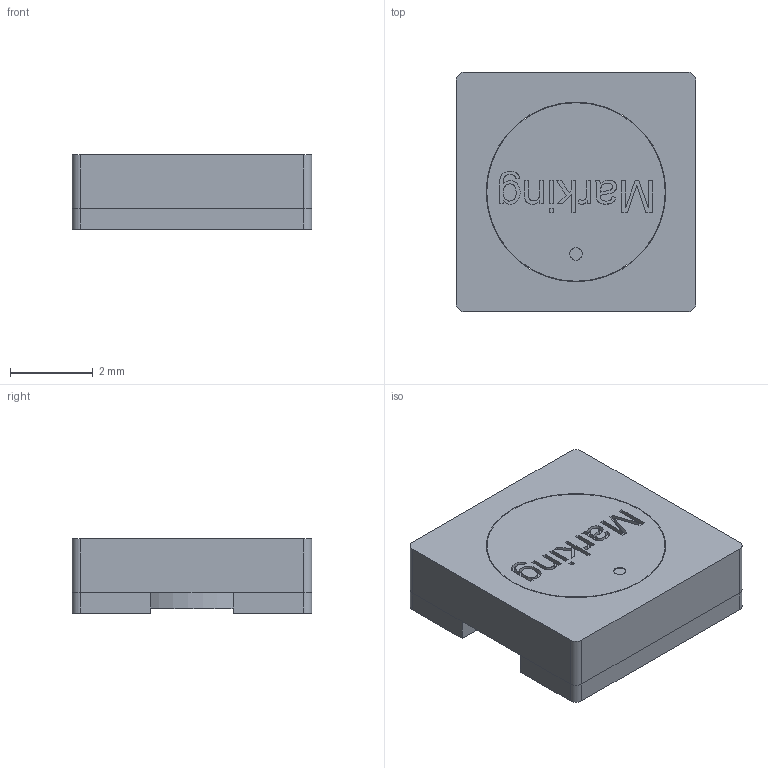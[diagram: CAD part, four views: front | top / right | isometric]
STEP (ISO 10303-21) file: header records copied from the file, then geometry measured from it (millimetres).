
FILE_DESCRIPTION(('FreeCAD Model'),'2;1');
FILE_NAME('Fusion.step','2018-06-11T12:15:45',( 'kicad StepUp'),('ksu MCAD'),'Open CASCADE STEP processor 7.2', 'FreeCAD','Unknown');
FILE_SCHEMA(('AUTOMOTIVE_DESIGN { 1 0 10303 214 1 1 1 1 }'));
Length unit declared in the file: millimetre
Products named in the file (1): Fusion
Bounding box: 5.8 x 5.8 x 1.8 mm (x, y, z)
Volume: 48.8 mm3; surface area: 194.3 mm2
Topology: 2 solids, 2 shells, 142 faces, 348 edges, 226 vertices
Faces by surface type: plane 94, cylinder 22, extrusion 16, torus 5, bspline 5
Full cylindrical faces by diameter (mm): 0.18 x4, 0.3 x1, 2 x1, 4.32 x1, 4.35 x1
Entity records: 6592 total; most frequent: CARTESIAN_POINT 2502, ORIENTED_EDGE 696, DIRECTION 507, EDGE_CURVE 348, VERTEX_POINT 226, AXIS2_PLACEMENT_3D 170, VECTOR 167, B_SPLINE_CURVE_WITH_KNOTS 162
